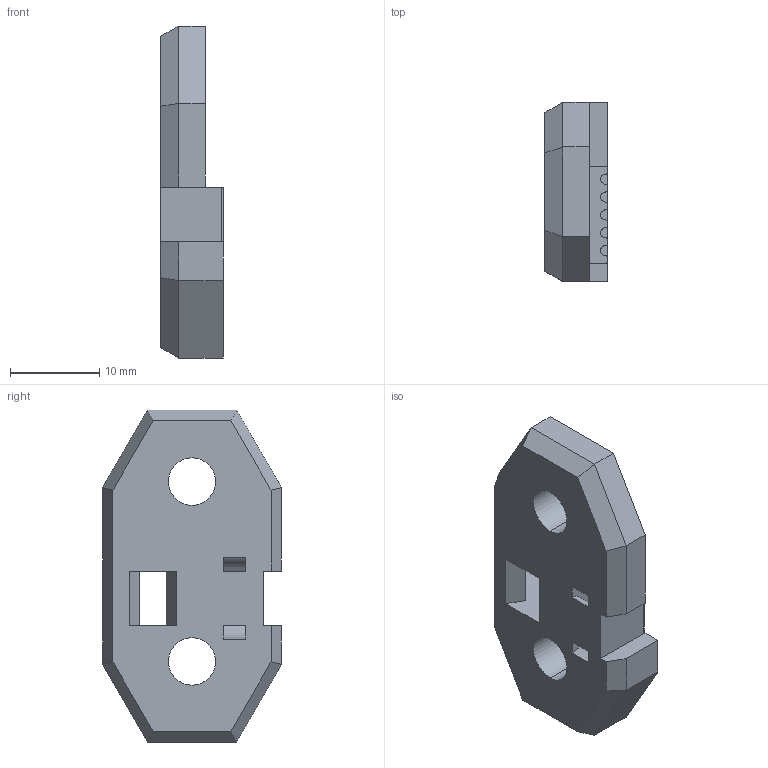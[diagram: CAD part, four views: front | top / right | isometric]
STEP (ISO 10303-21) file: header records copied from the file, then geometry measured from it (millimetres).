
FILE_DESCRIPTION (( 'STEP AP214' ), '1' );
FILE_NAME ('beld_tensioner_gantry_2.STEP', '2024-01-28T19:11:07', ( '' ), ( '' ), 'SwSTEP 2.0', 'SolidWorks 2010', '' );
FILE_SCHEMA (( 'AUTOMOTIVE_DESIGN' ));
Length unit declared in the file: millimetre
Products named in the file (1): beld_tensioner_gantry_2
Bounding box: 7 x 20 x 37.1 mm (x, y, z)
Volume: 3171.3 mm3; surface area: 2107.5 mm2
Topology: 1 solids, 1 shells, 71 faces, 198 edges, 128 vertices
Faces by surface type: plane 41, cylinder 30
Entity records: 2326 total; most frequent: DIRECTION 402, CARTESIAN_POINT 398, ORIENTED_EDGE 396, EDGE_CURVE 198, VECTOR 138, LINE 138, AXIS2_PLACEMENT_3D 132, VERTEX_POINT 128
